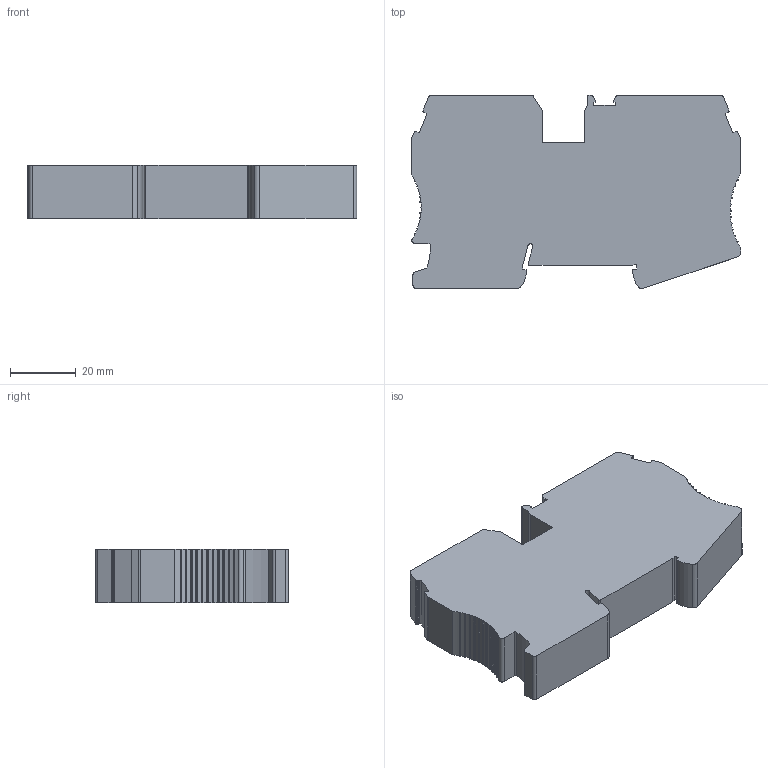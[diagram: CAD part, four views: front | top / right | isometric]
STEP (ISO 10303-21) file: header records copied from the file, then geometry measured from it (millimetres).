
FILE_DESCRIPTION((''),'2;1');
FILE_NAME('UJ5-35_BU_','2021-11-22T',('Administrator'),(''),'PRO/ENGINEER BY PARAMETRIC TECHNOLOGY CORPORATION, 2013230','PRO/ENGINEER BY PARAMETRIC TECHNOLOGY CORPORATION, 2013230','');
FILE_SCHEMA(('AUTOMOTIVE_DESIGN { 1 0 10303 214 1 1 1 1 }'));
Length unit declared in the file: millimetre
Products named in the file (1): UJ5-35_BU_
Bounding box: 100 x 58.6 x 16.2 mm (x, y, z)
Volume: 75647.2 mm3; surface area: 18566.1 mm2
Topology: 1 solids, 1 shells, 252 faces, 792 edges, 548 vertices
Faces by surface type: plane 158, cylinder 94
Entity records: 9010 total; most frequent: CARTESIAN_POINT 1655, ORIENTED_EDGE 1584, DIRECTION 1514, EDGE_CURVE 792, VERTEX_POINT 548, VECTOR 538, LINE 538, AXIS2_PLACEMENT_3D 488
